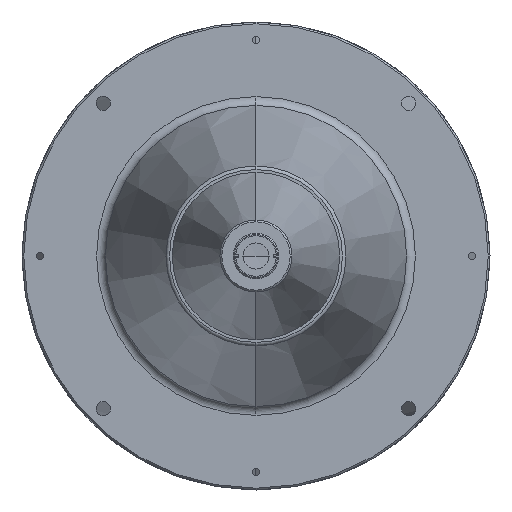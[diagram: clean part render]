
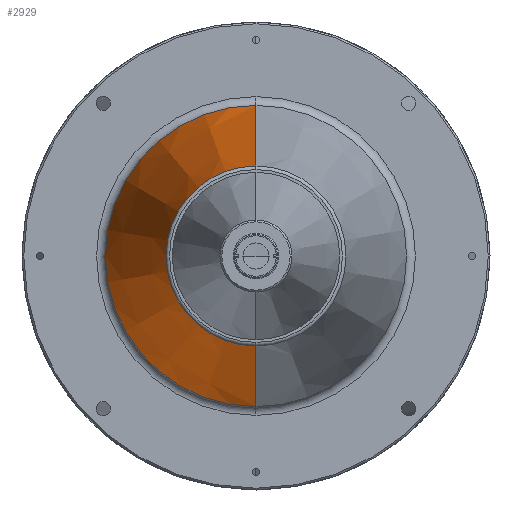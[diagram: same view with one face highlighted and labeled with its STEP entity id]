
A CAD part, left-side view. The second image highlights one B-rep face of the part: STEP entity #2929.
In plain terms, the highlighted conical face has half-angle 13.358 degrees and reference radius 50 mm.
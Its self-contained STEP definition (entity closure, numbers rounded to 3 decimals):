
#48 = DIRECTION ( 'NONE',  ( 0., 0., -1. ) ) ;
#70 = CARTESIAN_POINT ( 'NONE',  ( 194.48, 0., -50. ) ) ;
#522 = CARTESIAN_POINT ( 'NONE',  ( 336.291, 0., 0. ) ) ;
#662 = CARTESIAN_POINT ( 'NONE',  ( 194.48, 0., 0. ) ) ;
#795 = DIRECTION ( 'NONE',  ( -1., 0., 0. ) ) ;
#952 = EDGE_CURVE ( 'NONE', #5471, #3511, #6795, .T. ) ;
#1156 = DIRECTION ( 'NONE',  ( 0., 0., 1. ) ) ;
#1242 = LINE ( 'NONE', #5512, #5870 ) ;
#1518 = CARTESIAN_POINT ( 'NONE',  ( 194.48, 0., 50. ) ) ;
#2063 = ORIENTED_EDGE ( 'NONE', *, *, #2533, .T. ) ;
#2146 = ORIENTED_EDGE ( 'NONE', *, *, #5592, .F. ) ;
#2385 = CARTESIAN_POINT ( 'NONE',  ( 194.48, 0., -50. ) ) ;
#2491 = CARTESIAN_POINT ( 'NONE',  ( 336.291, 0., -83.675 ) ) ;
#2533 = EDGE_CURVE ( 'NONE', #5471, #3015, #1242, .T. ) ;
#2929 = ADVANCED_FACE ( 'NONE', ( #7254 ), #8179, .T. ) ;
#3015 = VERTEX_POINT ( 'NONE', #3949 ) ;
#3511 = VERTEX_POINT ( 'NONE', #70 ) ;
#3949 = CARTESIAN_POINT ( 'NONE',  ( 336.291, 0., 83.675 ) ) ;
#4483 = DIRECTION ( 'NONE',  ( 1., 0., 0. ) ) ;
#4496 = EDGE_CURVE ( 'NONE', #3015, #7176, #6441, .T. ) ;
#4567 = EDGE_LOOP ( 'NONE', ( #6997, #2063, #5537, #2146 ) ) ;
#4618 = CARTESIAN_POINT ( 'NONE',  ( 194.48, 0., 0. ) ) ;
#4901 = DIRECTION ( 'NONE',  ( 0.973, 0., 0.231 ) ) ;
#4945 = AXIS2_PLACEMENT_3D ( 'NONE', #4618, #795, #5224 ) ;
#4958 = DIRECTION ( 'NONE',  ( -1., 0., 0. ) ) ;
#5224 = DIRECTION ( 'NONE',  ( 0., 0., 1. ) ) ;
#5362 = VECTOR ( 'NONE', #8083, 1000. ) ;
#5471 = VERTEX_POINT ( 'NONE', #1518 ) ;
#5512 = CARTESIAN_POINT ( 'NONE',  ( 194.48, 0., 50. ) ) ;
#5537 = ORIENTED_EDGE ( 'NONE', *, *, #4496, .T. ) ;
#5592 = EDGE_CURVE ( 'NONE', #3511, #7176, #7041, .T. ) ;
#5870 = VECTOR ( 'NONE', #4901, 1000. ) ;
#6441 = CIRCLE ( 'NONE', #8208, 83.675 ) ;
#6795 = CIRCLE ( 'NONE', #4945, 50. ) ;
#6997 = ORIENTED_EDGE ( 'NONE', *, *, #952, .F. ) ;
#7041 = LINE ( 'NONE', #2385, #5362 ) ;
#7176 = VERTEX_POINT ( 'NONE', #2491 ) ;
#7254 = FACE_OUTER_BOUND ( 'NONE', #4567, .T. ) ;
#7503 = AXIS2_PLACEMENT_3D ( 'NONE', #662, #4483, #48 ) ;
#8083 = DIRECTION ( 'NONE',  ( 0.973, 0., -0.231 ) ) ;
#8179 = CONICAL_SURFACE ( 'NONE', #7503, 50., 0.233 ) ;
#8208 = AXIS2_PLACEMENT_3D ( 'NONE', #522, #4958, #1156 ) ;
